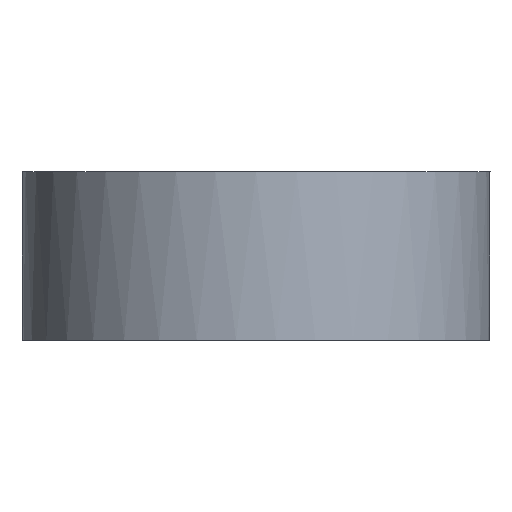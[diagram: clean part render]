
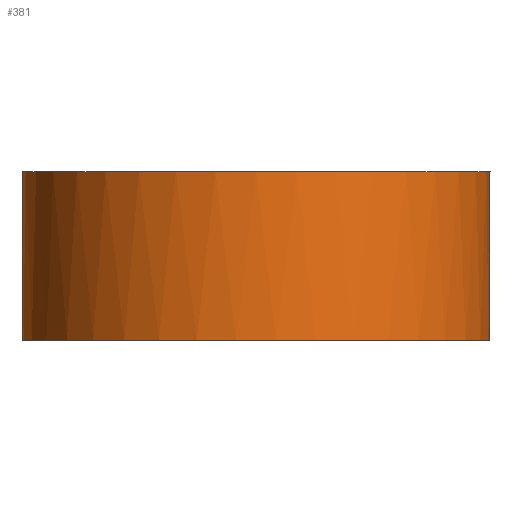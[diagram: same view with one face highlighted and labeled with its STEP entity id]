
A CAD part, left-side view. The second image highlights one B-rep face of the part: STEP entity #381.
In plain terms, the highlighted cylindrical face has radius 2.5 mm (diameter 5 mm), a full revolution.
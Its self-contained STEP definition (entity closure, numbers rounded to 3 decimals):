
#24 = VERTEX_POINT('',#25);
#25 = CARTESIAN_POINT('',(-47.528,0.375,-0.3));
#44 = PLANE('',#45);
#45 = AXIS2_PLACEMENT_3D('',#46,#47,#48);
#46 = CARTESIAN_POINT('',(-50.,0.,-0.3));
#47 = DIRECTION('',(0.,0.,1.));
#48 = DIRECTION('',(1.,0.,0.));
#110 = VERTEX_POINT('',#111);
#111 = CARTESIAN_POINT('',(-47.528,-0.375,-0.3));
#209 = EDGE_CURVE('',#24,#110,#210,.T.);
#210 = SURFACE_CURVE('',#211,(#216,#223),.PCURVE_S1.);
#211 = CIRCLE('',#212,2.5);
#212 = AXIS2_PLACEMENT_3D('',#213,#214,#215);
#213 = CARTESIAN_POINT('',(-50.,0.,-0.3));
#214 = DIRECTION('',(0.,0.,1.));
#215 = DIRECTION('',(1.,0.,0.));
#216 = PCURVE('',#44,#217);
#217 = DEFINITIONAL_REPRESENTATION('',(#218),#222);
#218 = CIRCLE('',#219,2.5);
#219 = AXIS2_PLACEMENT_2D('',#220,#221);
#220 = CARTESIAN_POINT('',(0.,0.));
#221 = DIRECTION('',(1.,0.));
#222 = ( GEOMETRIC_REPRESENTATION_CONTEXT(2) 
PARAMETRIC_REPRESENTATION_CONTEXT() REPRESENTATION_CONTEXT('2D SPACE',''
  ) );
#223 = PCURVE('',#224,#229);
#224 = CYLINDRICAL_SURFACE('',#225,2.5);
#225 = AXIS2_PLACEMENT_3D('',#226,#227,#228);
#226 = CARTESIAN_POINT('',(-50.,0.,-0.3));
#227 = DIRECTION('',(0.,0.,1.));
#228 = DIRECTION('',(1.,0.,0.));
#229 = DEFINITIONAL_REPRESENTATION('',(#230),#234);
#230 = LINE('',#231,#232);
#231 = CARTESIAN_POINT('',(0.,0.));
#232 = VECTOR('',#233,1.);
#233 = DIRECTION('',(1.,0.));
#234 = ( GEOMETRIC_REPRESENTATION_CONTEXT(2) 
PARAMETRIC_REPRESENTATION_CONTEXT() REPRESENTATION_CONTEXT('2D SPACE',''
  ) );
#256 = PLANE('',#257);
#257 = AXIS2_PLACEMENT_3D('',#258,#259,#260);
#258 = CARTESIAN_POINT('',(-50.,0.375,-0.3));
#259 = DIRECTION('',(0.,1.,0.));
#260 = DIRECTION('',(0.,0.,1.));
#286 = PLANE('',#287);
#287 = AXIS2_PLACEMENT_3D('',#288,#289,#290);
#288 = CARTESIAN_POINT('',(-50.,-0.375,-0.3));
#289 = DIRECTION('',(0.,1.,0.));
#290 = DIRECTION('',(0.,0.,1.));
#345 = PLANE('',#346);
#346 = AXIS2_PLACEMENT_3D('',#347,#348,#349);
#347 = CARTESIAN_POINT('',(-50.,0.,1.5));
#348 = DIRECTION('',(0.,0.,1.));
#349 = DIRECTION('',(1.,0.,0.));
#381 = ADVANCED_FACE('',(#382),#224,.T.);
#382 = FACE_BOUND('',#383,.T.);
#383 = EDGE_LOOP('',(#384,#409,#431,#432,#461,#480,#481,#502));
#384 = ORIENTED_EDGE('',*,*,#385,.T.);
#385 = EDGE_CURVE('',#386,#388,#390,.T.);
#386 = VERTEX_POINT('',#387);
#387 = CARTESIAN_POINT('',(-47.5,0.,0.3));
#388 = VERTEX_POINT('',#389);
#389 = CARTESIAN_POINT('',(-47.5,0.,1.5));
#390 = SEAM_CURVE('',#391,(#395,#402),.PCURVE_S1.);
#391 = LINE('',#392,#393);
#392 = CARTESIAN_POINT('',(-47.5,0.,-0.3));
#393 = VECTOR('',#394,1.);
#394 = DIRECTION('',(0.,0.,1.));
#395 = PCURVE('',#224,#396);
#396 = DEFINITIONAL_REPRESENTATION('',(#397),#401);
#397 = LINE('',#398,#399);
#398 = CARTESIAN_POINT('',(6.283,-0.));
#399 = VECTOR('',#400,1.);
#400 = DIRECTION('',(0.,1.));
#401 = ( GEOMETRIC_REPRESENTATION_CONTEXT(2) 
PARAMETRIC_REPRESENTATION_CONTEXT() REPRESENTATION_CONTEXT('2D SPACE',''
  ) );
#402 = PCURVE('',#224,#403);
#403 = DEFINITIONAL_REPRESENTATION('',(#404),#408);
#404 = LINE('',#405,#406);
#405 = CARTESIAN_POINT('',(0.,-0.));
#406 = VECTOR('',#407,1.);
#407 = DIRECTION('',(0.,1.));
#408 = ( GEOMETRIC_REPRESENTATION_CONTEXT(2) 
PARAMETRIC_REPRESENTATION_CONTEXT() REPRESENTATION_CONTEXT('2D SPACE',''
  ) );
#409 = ORIENTED_EDGE('',*,*,#410,.F.);
#410 = EDGE_CURVE('',#388,#388,#411,.T.);
#411 = SURFACE_CURVE('',#412,(#417,#424),.PCURVE_S1.);
#412 = CIRCLE('',#413,2.5);
#413 = AXIS2_PLACEMENT_3D('',#414,#415,#416);
#414 = CARTESIAN_POINT('',(-50.,0.,1.5));
#415 = DIRECTION('',(0.,0.,1.));
#416 = DIRECTION('',(1.,0.,0.));
#417 = PCURVE('',#224,#418);
#418 = DEFINITIONAL_REPRESENTATION('',(#419),#423);
#419 = LINE('',#420,#421);
#420 = CARTESIAN_POINT('',(0.,1.8));
#421 = VECTOR('',#422,1.);
#422 = DIRECTION('',(1.,0.));
#423 = ( GEOMETRIC_REPRESENTATION_CONTEXT(2) 
PARAMETRIC_REPRESENTATION_CONTEXT() REPRESENTATION_CONTEXT('2D SPACE',''
  ) );
#424 = PCURVE('',#345,#425);
#425 = DEFINITIONAL_REPRESENTATION('',(#426),#430);
#426 = CIRCLE('',#427,2.5);
#427 = AXIS2_PLACEMENT_2D('',#428,#429);
#428 = CARTESIAN_POINT('',(0.,0.));
#429 = DIRECTION('',(1.,0.));
#430 = ( GEOMETRIC_REPRESENTATION_CONTEXT(2) 
PARAMETRIC_REPRESENTATION_CONTEXT() REPRESENTATION_CONTEXT('2D SPACE',''
  ) );
#431 = ORIENTED_EDGE('',*,*,#385,.F.);
#432 = ORIENTED_EDGE('',*,*,#433,.T.);
#433 = EDGE_CURVE('',#386,#434,#436,.T.);
#434 = VERTEX_POINT('',#435);
#435 = CARTESIAN_POINT('',(-47.528,0.375,0.3));
#436 = SURFACE_CURVE('',#437,(#442,#449),.PCURVE_S1.);
#437 = CIRCLE('',#438,2.5);
#438 = AXIS2_PLACEMENT_3D('',#439,#440,#441);
#439 = CARTESIAN_POINT('',(-50.,0.,0.3));
#440 = DIRECTION('',(0.,0.,1.));
#441 = DIRECTION('',(1.,0.,0.));
#442 = PCURVE('',#224,#443);
#443 = DEFINITIONAL_REPRESENTATION('',(#444),#448);
#444 = LINE('',#445,#446);
#445 = CARTESIAN_POINT('',(0.,0.6));
#446 = VECTOR('',#447,1.);
#447 = DIRECTION('',(1.,0.));
#448 = ( GEOMETRIC_REPRESENTATION_CONTEXT(2) 
PARAMETRIC_REPRESENTATION_CONTEXT() REPRESENTATION_CONTEXT('2D SPACE',''
  ) );
#449 = PCURVE('',#450,#455);
#450 = PLANE('',#451);
#451 = AXIS2_PLACEMENT_3D('',#452,#453,#454);
#452 = CARTESIAN_POINT('',(-50.,-0.375,0.3));
#453 = DIRECTION('',(0.,0.,1.));
#454 = DIRECTION('',(1.,0.,0.));
#455 = DEFINITIONAL_REPRESENTATION('',(#456),#460);
#456 = CIRCLE('',#457,2.5);
#457 = AXIS2_PLACEMENT_2D('',#458,#459);
#458 = CARTESIAN_POINT('',(0.,0.375));
#459 = DIRECTION('',(1.,0.));
#460 = ( GEOMETRIC_REPRESENTATION_CONTEXT(2) 
PARAMETRIC_REPRESENTATION_CONTEXT() REPRESENTATION_CONTEXT('2D SPACE',''
  ) );
#461 = ORIENTED_EDGE('',*,*,#462,.F.);
#462 = EDGE_CURVE('',#24,#434,#463,.T.);
#463 = SURFACE_CURVE('',#464,(#468,#474),.PCURVE_S1.);
#464 = LINE('',#465,#466);
#465 = CARTESIAN_POINT('',(-47.528,0.375,-0.3));
#466 = VECTOR('',#467,1.);
#467 = DIRECTION('',(0.,0.,1.));
#468 = PCURVE('',#224,#469);
#469 = DEFINITIONAL_REPRESENTATION('',(#470),#473);
#470 = B_SPLINE_CURVE_WITH_KNOTS('',1,(#471,#472),.UNSPECIFIED.,.F.,.F.,
  (2,2),(0.,0.66),.PIECEWISE_BEZIER_KNOTS.);
#471 = CARTESIAN_POINT('',(0.151,0.));
#472 = CARTESIAN_POINT('',(0.151,0.66));
#473 = ( GEOMETRIC_REPRESENTATION_CONTEXT(2) 
PARAMETRIC_REPRESENTATION_CONTEXT() REPRESENTATION_CONTEXT('2D SPACE',''
  ) );
#474 = PCURVE('',#256,#475);
#475 = DEFINITIONAL_REPRESENTATION('',(#476),#479);
#476 = B_SPLINE_CURVE_WITH_KNOTS('',1,(#477,#478),.UNSPECIFIED.,.F.,.F.,
  (2,2),(0.,0.66),.PIECEWISE_BEZIER_KNOTS.);
#477 = CARTESIAN_POINT('',(0.,2.472));
#478 = CARTESIAN_POINT('',(0.66,2.472));
#479 = ( GEOMETRIC_REPRESENTATION_CONTEXT(2) 
PARAMETRIC_REPRESENTATION_CONTEXT() REPRESENTATION_CONTEXT('2D SPACE',''
  ) );
#480 = ORIENTED_EDGE('',*,*,#209,.T.);
#481 = ORIENTED_EDGE('',*,*,#482,.T.);
#482 = EDGE_CURVE('',#110,#483,#485,.T.);
#483 = VERTEX_POINT('',#484);
#484 = CARTESIAN_POINT('',(-47.528,-0.375,0.3));
#485 = SURFACE_CURVE('',#486,(#490,#496),.PCURVE_S1.);
#486 = LINE('',#487,#488);
#487 = CARTESIAN_POINT('',(-47.528,-0.375,-0.3));
#488 = VECTOR('',#489,1.);
#489 = DIRECTION('',(0.,0.,1.));
#490 = PCURVE('',#224,#491);
#491 = DEFINITIONAL_REPRESENTATION('',(#492),#495);
#492 = B_SPLINE_CURVE_WITH_KNOTS('',1,(#493,#494),.UNSPECIFIED.,.F.,.F.,
  (2,2),(0.,0.66),.PIECEWISE_BEZIER_KNOTS.);
#493 = CARTESIAN_POINT('',(6.133,0.));
#494 = CARTESIAN_POINT('',(6.133,0.66));
#495 = ( GEOMETRIC_REPRESENTATION_CONTEXT(2) 
PARAMETRIC_REPRESENTATION_CONTEXT() REPRESENTATION_CONTEXT('2D SPACE',''
  ) );
#496 = PCURVE('',#286,#497);
#497 = DEFINITIONAL_REPRESENTATION('',(#498),#501);
#498 = B_SPLINE_CURVE_WITH_KNOTS('',1,(#499,#500),.UNSPECIFIED.,.F.,.F.,
  (2,2),(0.,0.66),.PIECEWISE_BEZIER_KNOTS.);
#499 = CARTESIAN_POINT('',(0.,2.472));
#500 = CARTESIAN_POINT('',(0.66,2.472));
#501 = ( GEOMETRIC_REPRESENTATION_CONTEXT(2) 
PARAMETRIC_REPRESENTATION_CONTEXT() REPRESENTATION_CONTEXT('2D SPACE',''
  ) );
#502 = ORIENTED_EDGE('',*,*,#503,.T.);
#503 = EDGE_CURVE('',#483,#386,#504,.T.);
#504 = SURFACE_CURVE('',#505,(#510,#517),.PCURVE_S1.);
#505 = CIRCLE('',#506,2.5);
#506 = AXIS2_PLACEMENT_3D('',#507,#508,#509);
#507 = CARTESIAN_POINT('',(-50.,0.,0.3));
#508 = DIRECTION('',(0.,0.,1.));
#509 = DIRECTION('',(1.,0.,0.));
#510 = PCURVE('',#224,#511);
#511 = DEFINITIONAL_REPRESENTATION('',(#512),#516);
#512 = LINE('',#513,#514);
#513 = CARTESIAN_POINT('',(0.,0.6));
#514 = VECTOR('',#515,1.);
#515 = DIRECTION('',(1.,0.));
#516 = ( GEOMETRIC_REPRESENTATION_CONTEXT(2) 
PARAMETRIC_REPRESENTATION_CONTEXT() REPRESENTATION_CONTEXT('2D SPACE',''
  ) );
#517 = PCURVE('',#450,#518);
#518 = DEFINITIONAL_REPRESENTATION('',(#519),#523);
#519 = CIRCLE('',#520,2.5);
#520 = AXIS2_PLACEMENT_2D('',#521,#522);
#521 = CARTESIAN_POINT('',(0.,0.375));
#522 = DIRECTION('',(1.,0.));
#523 = ( GEOMETRIC_REPRESENTATION_CONTEXT(2) 
PARAMETRIC_REPRESENTATION_CONTEXT() REPRESENTATION_CONTEXT('2D SPACE',''
  ) );
